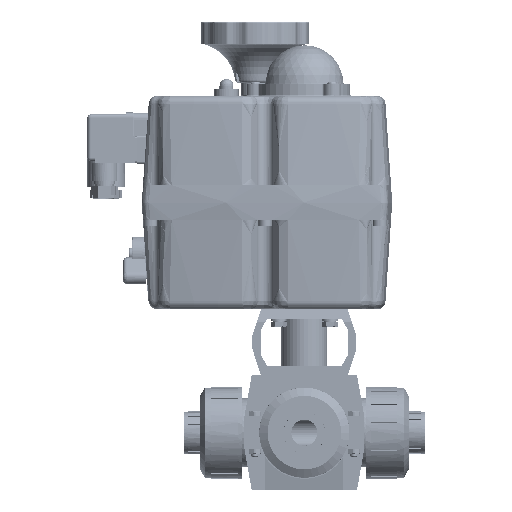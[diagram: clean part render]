
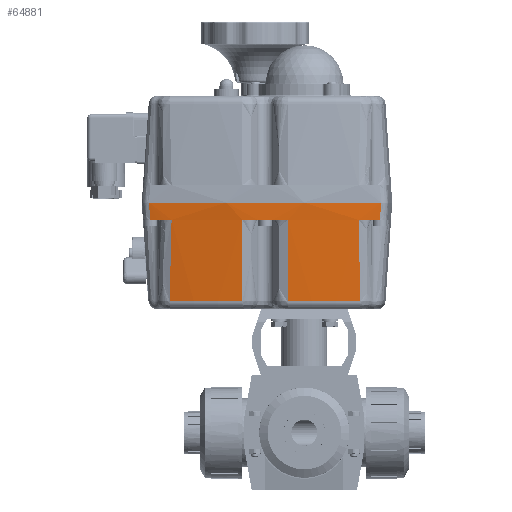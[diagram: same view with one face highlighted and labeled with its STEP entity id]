
A CAD part, front view. The second image highlights one B-rep face of the part: STEP entity #64881.
In plain terms, the highlighted conical face has half-angle 4 degrees and reference radius 403.75 mm.
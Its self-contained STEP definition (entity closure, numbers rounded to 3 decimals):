
#52548=CARTESIAN_POINT('',(-89.468,-49.429,132.5));
#52549=VERTEX_POINT('',#52548);
#52559=CARTESIAN_POINT('',(44.207,-49.429,132.5));
#52560=VERTEX_POINT('',#52559);
#52561=CARTESIAN_POINT('',(-22.63,348.75,132.5));
#52562=DIRECTION('',(0.0,0.0,1.0));
#52563=DIRECTION('',(1.0,0.0,0.0));
#52564=AXIS2_PLACEMENT_3D('',#52561,#52562,#52563);
#52565=CIRCLE('',#52564,403.75);
#52566=EDGE_CURVE('',#52549,#52560,#52565,.T.);
#61355=CARTESIAN_POINT('',(-77.54,-47.236,75.651));
#61356=VERTEX_POINT('',#61355);
#61365=CARTESIAN_POINT('',(-35.659,-50.812,75.651));
#61366=VERTEX_POINT('',#61365);
#61374=CARTESIAN_POINT('',(-22.63,348.75,75.651));
#61375=DIRECTION('',(0.,0.,-1.0));
#61376=DIRECTION('',(-0.085,-0.996,0.));
#61377=AXIS2_PLACEMENT_3D('',#61374,#61375,#61376);
#61378=CIRCLE('',#61377,399.775);
#61379=EDGE_CURVE('',#61366,#61356,#61378,.T.);
#61741=CARTESIAN_POINT('',(-9.601,-50.812,75.651));
#61742=VERTEX_POINT('',#61741);
#61785=CARTESIAN_POINT('',(32.28,-47.236,75.651));
#61786=VERTEX_POINT('',#61785);
#61794=CARTESIAN_POINT('',(-22.63,348.75,75.651));
#61795=DIRECTION('',(0.,0.,-1.0));
#61796=DIRECTION('',(0.085,-0.996,0.));
#61797=AXIS2_PLACEMENT_3D('',#61794,#61795,#61796);
#61798=CIRCLE('',#61797,399.775);
#61799=EDGE_CURVE('',#61786,#61742,#61798,.T.);
#64151=CARTESIAN_POINT('',(31.184,-50.692,122.5));
#64152=VERTEX_POINT('',#64151);
#64166=CARTESIAN_POINT('',(31.184,-50.692,122.5));
#64167=CARTESIAN_POINT('',(31.208,-50.556,120.616));
#64168=CARTESIAN_POINT('',(31.234,-50.419,118.731));
#64169=CARTESIAN_POINT('',(31.296,-50.114,114.52));
#64170=CARTESIAN_POINT('',(31.334,-49.945,112.193));
#64171=CARTESIAN_POINT('',(31.402,-49.669,108.412));
#64172=CARTESIAN_POINT('',(31.43,-49.562,106.958));
#64173=CARTESIAN_POINT('',(31.523,-49.218,102.257));
#64174=CARTESIAN_POINT('',(31.596,-48.979,99.011));
#64175=CARTESIAN_POINT('',(31.804,-48.355,90.57));
#64176=CARTESIAN_POINT('',(31.952,-47.968,85.377));
#64177=CARTESIAN_POINT('',(32.174,-47.464,78.673));
#64178=CARTESIAN_POINT('',(32.226,-47.35,77.162));
#64179=CARTESIAN_POINT('',(32.28,-47.236,75.651));
#64180=B_SPLINE_CURVE_WITH_KNOTS('',3,(#64166,#64167,#64168,#64169,#64170,#64171,#64172,#64173,#64174,#64175,#64176,#64177,#64178,#64179),.UNSPECIFIED.,.F.,.U.,(4,2,2,2,2,2,4),(13.201,18.869,25.868,30.243,40.011,55.64,60.189),.UNSPECIFIED.);
#64181=EDGE_CURVE('',#64152,#61786,#64180,.T.);
#64304=CARTESIAN_POINT('',(-9.603,-54.09,122.5));
#64305=VERTEX_POINT('',#64304);
#64306=CARTESIAN_POINT('',(-9.601,-50.812,75.651));
#64307=DIRECTION('',(0.,-0.07,0.998));
#64308=VECTOR('',#64307,46.963);
#64309=LINE('',#64306,#64308);
#64310=EDGE_CURVE('',#61742,#64305,#64309,.T.);
#64444=CARTESIAN_POINT('',(-35.657,-54.09,122.5));
#64445=VERTEX_POINT('',#64444);
#64459=CARTESIAN_POINT('',(-35.657,-54.09,122.5));
#64460=DIRECTION('',(0.,0.07,-0.998));
#64461=VECTOR('',#64460,46.963);
#64462=LINE('',#64459,#64461);
#64463=EDGE_CURVE('',#64445,#61366,#64462,.T.);
#64586=CARTESIAN_POINT('',(-76.444,-50.692,122.5));
#64587=VERTEX_POINT('',#64586);
#64588=CARTESIAN_POINT('',(-77.54,-47.236,75.651));
#64589=CARTESIAN_POINT('',(-77.419,-47.491,79.027));
#64590=CARTESIAN_POINT('',(-77.309,-47.744,82.403));
#64591=CARTESIAN_POINT('',(-77.139,-48.168,88.079));
#64592=CARTESIAN_POINT('',(-77.074,-48.34,90.379));
#64593=CARTESIAN_POINT('',(-76.976,-48.617,94.117));
#64594=CARTESIAN_POINT('',(-76.94,-48.723,95.554));
#64595=CARTESIAN_POINT('',(-76.828,-49.069,100.238));
#64596=CARTESIAN_POINT('',(-76.757,-49.308,103.485));
#64597=CARTESIAN_POINT('',(-76.594,-49.926,111.926));
#64598=CARTESIAN_POINT('',(-76.512,-50.303,117.122));
#64599=CARTESIAN_POINT('',(-76.446,-50.683,122.378));
#64600=CARTESIAN_POINT('',(-76.445,-50.688,122.439));
#64601=CARTESIAN_POINT('',(-76.444,-50.692,122.5));
#64602=B_SPLINE_CURVE_WITH_KNOTS('',3,(#64588,#64589,#64590,#64591,#64592,#64593,#64594,#64595,#64596,#64597,#64598,#64599,#64600,#64601),.UNSPECIFIED.,.F.,.U.,(4,2,2,2,2,2,4),(17.956,28.118,35.039,39.365,49.133,64.762,64.945),.UNSPECIFIED.);
#64603=EDGE_CURVE('',#61356,#64587,#64602,.T.);
#64805=CARTESIAN_POINT('',(43.564,-48.828,122.5));
#64806=VERTEX_POINT('',#64805);
#64822=CARTESIAN_POINT('',(44.207,-49.429,132.5));
#64823=CARTESIAN_POINT('',(44.046,-49.279,129.997));
#64824=CARTESIAN_POINT('',(43.885,-49.128,127.493));
#64825=CARTESIAN_POINT('',(43.671,-48.928,124.16));
#64826=CARTESIAN_POINT('',(43.617,-48.878,123.33));
#64827=CARTESIAN_POINT('',(43.564,-48.828,122.5));
#64828=B_SPLINE_CURVE_WITH_KNOTS('',3,(#64822,#64823,#64824,#64825,#64826,#64827),.UNSPECIFIED.,.F.,.U.,(4,2,4),(5.022,12.561,15.06),.UNSPECIFIED.);
#64829=EDGE_CURVE('',#52560,#64806,#64828,.T.);
#64834=CARTESIAN_POINT('',(-22.63,348.75,132.5));
#64835=DIRECTION('',(0.,0.,1.0));
#64836=DIRECTION('',(1.0,0.0,0.0));
#64837=AXIS2_PLACEMENT_3D('',#64834,#64835,#64836);
#64838=CONICAL_SURFACE('',#64837,403.75,4.);
#64839=ORIENTED_EDGE('',*,*,#61799,.F.);
#64840=ORIENTED_EDGE('',*,*,#64181,.F.);
#64841=CARTESIAN_POINT('',(-22.63,348.75,122.5));
#64842=DIRECTION('',(0.0,0.0,-1.0));
#64843=DIRECTION('',(1.0,0.0,0.0));
#64844=AXIS2_PLACEMENT_3D('',#64841,#64842,#64843);
#64845=CIRCLE('',#64844,403.051);
#64846=EDGE_CURVE('',#64806,#64152,#64845,.T.);
#64847=ORIENTED_EDGE('',*,*,#64846,.F.);
#64848=ORIENTED_EDGE('',*,*,#64829,.F.);
#64849=ORIENTED_EDGE('',*,*,#52566,.F.);
#64850=CARTESIAN_POINT('',(-88.761,-48.838,122.5));
#64851=VERTEX_POINT('',#64850);
#64852=CARTESIAN_POINT('',(-88.761,-48.838,122.5));
#64853=CARTESIAN_POINT('',(-88.82,-48.887,123.329));
#64854=CARTESIAN_POINT('',(-88.878,-48.936,124.158));
#64855=CARTESIAN_POINT('',(-89.114,-49.134,127.492));
#64856=CARTESIAN_POINT('',(-89.291,-49.281,129.996));
#64857=CARTESIAN_POINT('',(-89.468,-49.429,132.5));
#64858=B_SPLINE_CURVE_WITH_KNOTS('',3,(#64852,#64853,#64854,#64855,#64856,#64857),.UNSPECIFIED.,.F.,.U.,(4,2,4),(5.021,7.52,15.063),.UNSPECIFIED.);
#64859=EDGE_CURVE('',#64851,#52549,#64858,.T.);
#64860=ORIENTED_EDGE('',*,*,#64859,.F.);
#64861=CARTESIAN_POINT('',(-22.63,348.75,122.5));
#64862=DIRECTION('',(0.0,0.0,-1.0));
#64863=DIRECTION('',(1.0,0.0,0.0));
#64864=AXIS2_PLACEMENT_3D('',#64861,#64862,#64863);
#64865=CIRCLE('',#64864,403.051);
#64866=EDGE_CURVE('',#64587,#64851,#64865,.T.);
#64867=ORIENTED_EDGE('',*,*,#64866,.F.);
#64868=ORIENTED_EDGE('',*,*,#64603,.F.);
#64869=ORIENTED_EDGE('',*,*,#61379,.F.);
#64870=ORIENTED_EDGE('',*,*,#64463,.F.);
#64871=CARTESIAN_POINT('',(-22.63,348.75,122.5));
#64872=DIRECTION('',(0.0,0.0,-1.0));
#64873=DIRECTION('',(1.0,0.0,0.0));
#64874=AXIS2_PLACEMENT_3D('',#64871,#64872,#64873);
#64875=CIRCLE('',#64874,403.051);
#64876=EDGE_CURVE('',#64305,#64445,#64875,.T.);
#64877=ORIENTED_EDGE('',*,*,#64876,.F.);
#64878=ORIENTED_EDGE('',*,*,#64310,.F.);
#64879=EDGE_LOOP('',(#64839,#64840,#64847,#64848,#64849,#64860,#64867,#64868,#64869,#64870,#64877,#64878));
#64880=FACE_OUTER_BOUND('',#64879,.T.);
#64881=ADVANCED_FACE('',(#64880),#64838,.T.);
